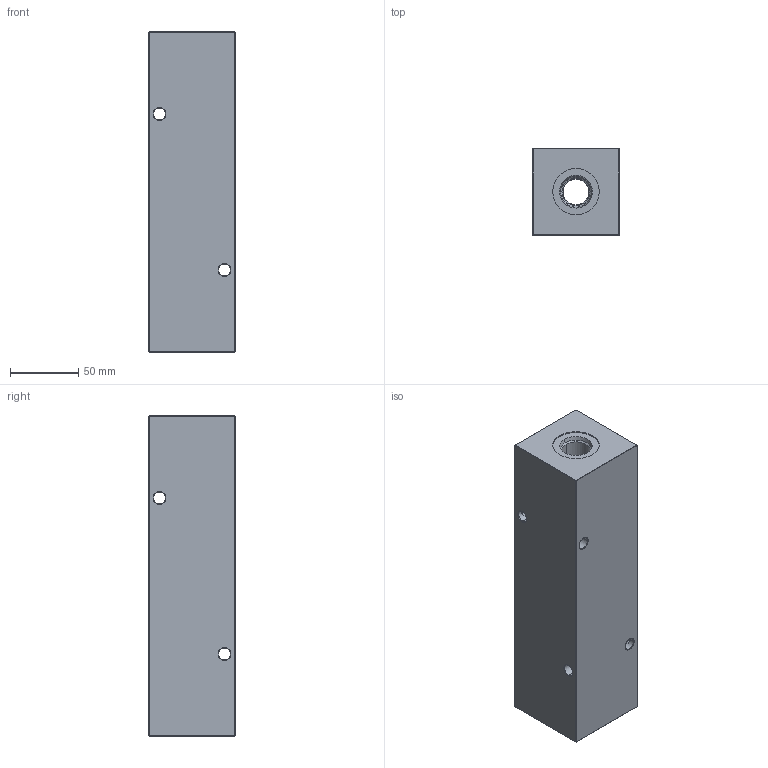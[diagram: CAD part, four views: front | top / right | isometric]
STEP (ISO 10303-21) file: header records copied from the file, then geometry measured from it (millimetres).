
FILE_DESCRIPTION (( 'STEP AP203' ), '1' );
FILE_NAME ('HM-4-0-S-10-6.STEP', '2020-10-01T20:57:42', ( '' ), ( '' ), 'SwSTEP 2.0', 'SolidWorks 2019', '' );
FILE_SCHEMA (( 'CONFIG_CONTROL_DESIGN' ));
Length unit declared in the file: inch
Products named in the file (1): HM-4-0-S-10-6
Bounding box: 63.5 x 63.5 x 234.95 mm (x, y, z)
Volume: 849552 mm3; surface area: 89869.4 mm2
Topology: 1 solids, 1 shells, 528 faces, 1359 edges, 876 vertices
Faces by surface type: plane 240, bspline 186, cone 52, cylinder 50
Entity records: 25300 total; most frequent: CARTESIAN_POINT 13614, ORIENTED_EDGE 2718, DIRECTION 1767, EDGE_CURVE 1359, VERTEX_POINT 876, VECTOR 829, LINE 829, EDGE_LOOP 593
